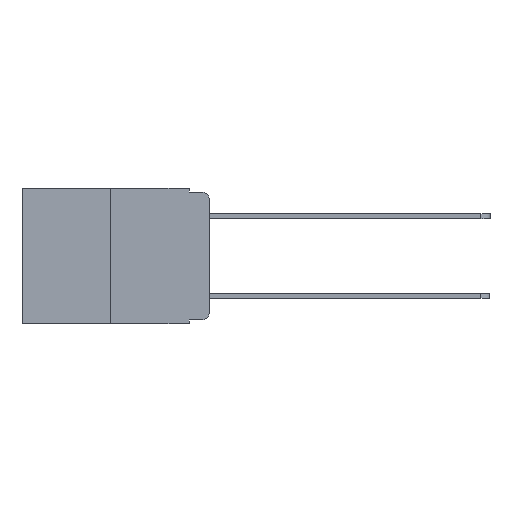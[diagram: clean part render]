
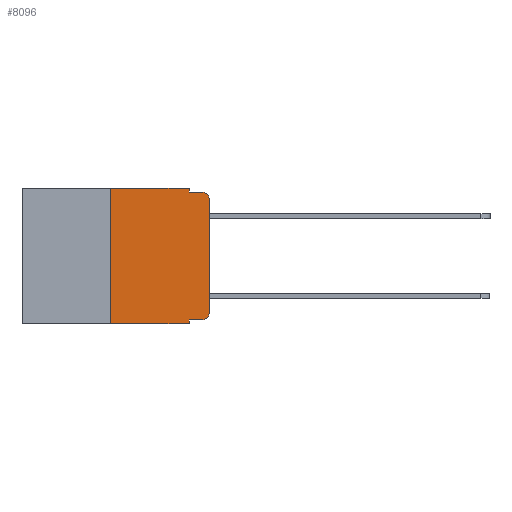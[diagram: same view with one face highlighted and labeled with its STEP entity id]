
A CAD part, left-side view. The second image highlights one B-rep face of the part: STEP entity #8096.
In plain terms, the highlighted planar face has unit normal (-1, 0, 0).
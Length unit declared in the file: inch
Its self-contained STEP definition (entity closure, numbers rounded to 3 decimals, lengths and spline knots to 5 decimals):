
#464 = LINE ( 'NONE', #10116, #14603 ) ;
#1136 = VECTOR ( 'NONE', #10303, 39.37008 ) ;
#1273 = EDGE_CURVE ( 'NONE', #6576, #6841, #13185, .T. ) ;
#1405 = AXIS2_PLACEMENT_3D ( 'NONE', #12933, #5196, #14156 ) ;
#1509 = CARTESIAN_POINT ( 'NONE',  ( 0., 0.051, -0.01 ) ) ;
#1549 = VERTEX_POINT ( 'NONE', #10054 ) ;
#2264 = LINE ( 'NONE', #10043, #9433 ) ;
#2399 = VECTOR ( 'NONE', #15462, 39.37008 ) ;
#2468 = CARTESIAN_POINT ( 'NONE',  ( 0., 0.02, -0.03 ) ) ;
#2614 = VERTEX_POINT ( 'NONE', #4750 ) ;
#3191 = DIRECTION ( 'NONE',  ( 0., 0., 1. ) ) ;
#4100 = DIRECTION ( 'NONE',  ( 0., 0., -1. ) ) ;
#4750 = CARTESIAN_POINT ( 'NONE',  ( 0., 0.25, 0. ) ) ;
#4907 = CARTESIAN_POINT ( 'NONE',  ( 0., 0.25, -0.343 ) ) ;
#4927 = VERTEX_POINT ( 'NONE', #5471 ) ;
#5144 = DIRECTION ( 'NONE',  ( 0., 0., 1. ) ) ;
#5196 = DIRECTION ( 'NONE',  ( 1., 0., 0. ) ) ;
#5370 = LINE ( 'NONE', #6326, #1136 ) ;
#5471 = CARTESIAN_POINT ( 'NONE',  ( 0., 0.051, -0.01 ) ) ;
#6219 = VERTEX_POINT ( 'NONE', #10899 ) ;
#6224 = DIRECTION ( 'NONE',  ( 0., 0., -1. ) ) ;
#6326 = CARTESIAN_POINT ( 'NONE',  ( 0., 0.473, 0. ) ) ;
#6522 = CARTESIAN_POINT ( 'NONE',  ( 0., 0., 0. ) ) ;
#6576 = VERTEX_POINT ( 'NONE', #4907 ) ;
#6665 = ORIENTED_EDGE ( 'NONE', *, *, #15454, .T. ) ;
#6793 = CIRCLE ( 'NONE', #13256, 0.02 ) ;
#6841 = VERTEX_POINT ( 'NONE', #11893 ) ;
#7102 = CARTESIAN_POINT ( 'NONE',  ( 0., 0., -0.03 ) ) ;
#7365 = DIRECTION ( 'NONE',  ( -1., 0., 0. ) ) ;
#7588 = AXIS2_PLACEMENT_3D ( 'NONE', #2468, #12043, #4100 ) ;
#7736 = LINE ( 'NONE', #1509, #16418 ) ;
#7775 = VERTEX_POINT ( 'NONE', #9719 ) ;
#8096 = ADVANCED_FACE ( 'NONE', ( #12646 ), #10367, .F. ) ;
#8387 = ORIENTED_EDGE ( 'NONE', *, *, #13041, .F. ) ;
#8546 = EDGE_CURVE ( 'NONE', #2614, #6219, #5370, .T. ) ;
#8801 = ORIENTED_EDGE ( 'NONE', *, *, #12222, .F. ) ;
#8822 = DIRECTION ( 'NONE',  ( 0., -1., 0. ) ) ;
#9221 = VECTOR ( 'NONE', #5144, 39.37008 ) ;
#9433 = VECTOR ( 'NONE', #6224, 39.37008 ) ;
#9648 = LINE ( 'NONE', #15806, #15725 ) ;
#9719 = CARTESIAN_POINT ( 'NONE',  ( 0., 0.02, -0.01 ) ) ;
#10043 = CARTESIAN_POINT ( 'NONE',  ( 0., 0.051, 0. ) ) ;
#10054 = CARTESIAN_POINT ( 'NONE',  ( 0., 0., -0.313 ) ) ;
#10116 = CARTESIAN_POINT ( 'NONE',  ( 0., 0.25, 0. ) ) ;
#10303 = DIRECTION ( 'NONE',  ( 0., -1., 0. ) ) ;
#10367 = PLANE ( 'NONE',  #1405 ) ;
#10551 = ORIENTED_EDGE ( 'NONE', *, *, #14664, .F. ) ;
#10589 = EDGE_CURVE ( 'NONE', #12167, #1549, #6793, .T. ) ;
#10899 = CARTESIAN_POINT ( 'NONE',  ( 0., 0.051, 0. ) ) ;
#10937 = ORIENTED_EDGE ( 'NONE', *, *, #13844, .F. ) ;
#11000 = VECTOR ( 'NONE', #15980, 39.37008 ) ;
#11379 = EDGE_CURVE ( 'NONE', #13900, #12167, #14990, .T. ) ;
#11627 = EDGE_LOOP ( 'NONE', ( #16213, #6665, #10551, #10937, #14185, #8387, #11689, #8801, #12091, #15659 ) ) ;
#11689 = ORIENTED_EDGE ( 'NONE', *, *, #1273, .T. ) ;
#11893 = CARTESIAN_POINT ( 'NONE',  ( 0., 0.051, -0.343 ) ) ;
#12043 = DIRECTION ( 'NONE',  ( -1., 0., 0. ) ) ;
#12091 = ORIENTED_EDGE ( 'NONE', *, *, #11379, .T. ) ;
#12167 = VERTEX_POINT ( 'NONE', #13351 ) ;
#12222 = EDGE_CURVE ( 'NONE', #13900, #6841, #9648, .T. ) ;
#12226 = VERTEX_POINT ( 'NONE', #7102 ) ;
#12415 = CARTESIAN_POINT ( 'NONE',  ( 0., 0.051, -0.333 ) ) ;
#12646 = FACE_OUTER_BOUND ( 'NONE', #11627, .T. ) ;
#12667 = CARTESIAN_POINT ( 'NONE',  ( 0., 0.051, -0.333 ) ) ;
#12933 = CARTESIAN_POINT ( 'NONE',  ( 0., 0.473, 0. ) ) ;
#13041 = EDGE_CURVE ( 'NONE', #6576, #2614, #464, .T. ) ;
#13185 = LINE ( 'NONE', #14598, #2399 ) ;
#13256 = AXIS2_PLACEMENT_3D ( 'NONE', #14859, #7365, #16039 ) ;
#13351 = CARTESIAN_POINT ( 'NONE',  ( 0., 0.02, -0.333 ) ) ;
#13844 = EDGE_CURVE ( 'NONE', #6219, #4927, #2264, .T. ) ;
#13900 = VERTEX_POINT ( 'NONE', #12667 ) ;
#14156 = DIRECTION ( 'NONE',  ( 0., 0., -1. ) ) ;
#14185 = ORIENTED_EDGE ( 'NONE', *, *, #8546, .F. ) ;
#14598 = CARTESIAN_POINT ( 'NONE',  ( 0., 0.473, -0.343 ) ) ;
#14603 = VECTOR ( 'NONE', #3191, 39.37008 ) ;
#14664 = EDGE_CURVE ( 'NONE', #4927, #7775, #7736, .T. ) ;
#14859 = CARTESIAN_POINT ( 'NONE',  ( 0., 0.02, -0.313 ) ) ;
#14990 = LINE ( 'NONE', #12415, #11000 ) ;
#15454 = EDGE_CURVE ( 'NONE', #12226, #7775, #15680, .T. ) ;
#15462 = DIRECTION ( 'NONE',  ( 0., -1., 0. ) ) ;
#15659 = ORIENTED_EDGE ( 'NONE', *, *, #10589, .T. ) ;
#15680 = CIRCLE ( 'NONE', #7588, 0.02 ) ;
#15725 = VECTOR ( 'NONE', #17007, 39.37008 ) ;
#15806 = CARTESIAN_POINT ( 'NONE',  ( 0., 0.051, 0. ) ) ;
#15980 = DIRECTION ( 'NONE',  ( 0., -1., 0. ) ) ;
#16039 = DIRECTION ( 'NONE',  ( 0., 0., -1. ) ) ;
#16213 = ORIENTED_EDGE ( 'NONE', *, *, #16248, .T. ) ;
#16248 = EDGE_CURVE ( 'NONE', #1549, #12226, #16804, .T. ) ;
#16418 = VECTOR ( 'NONE', #8822, 39.37008 ) ;
#16804 = LINE ( 'NONE', #6522, #9221 ) ;
#17007 = DIRECTION ( 'NONE',  ( 0., 0., -1. ) ) ;
